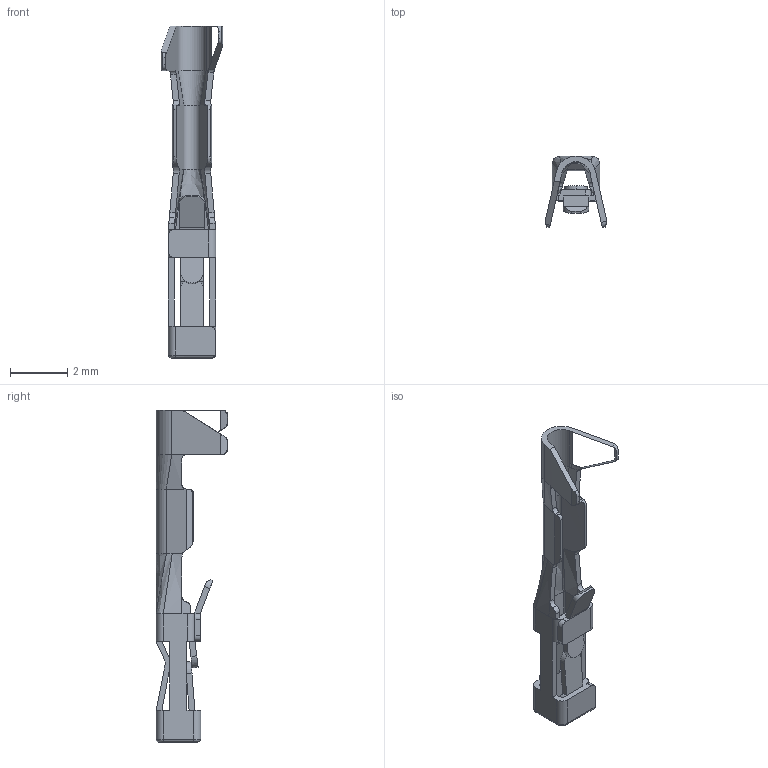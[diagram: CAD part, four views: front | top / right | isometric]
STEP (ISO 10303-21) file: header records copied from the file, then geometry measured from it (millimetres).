
FILE_DESCRIPTION( ('This file contains a STEP AP42 implementation' ,'as created by ZW3D STEP Interface translator.') ,'2;1' );
FILE_NAME( '3210-TPXX02.stp' ,'231130.152710', (''), ('ZWCAD Software Co.'), 'Version 1.0', 'ZW3D to STEP translator', '' );
FILE_SCHEMA(('AUTOMOTIVE_DESIGN { 1 0 10303 214 1 1 1 1 }'));
Length unit declared in the file: millimetre
Products named in the file (1): 0
Bounding box: 2.14 x 2.5 x 11.55 mm (x, y, z)
Volume: 8.4 mm3; surface area: 93.3 mm2
Topology: 1 solids, 1 shells, 169 faces, 478 edges, 303 vertices
Faces by surface type: plane 87, cylinder 60, bspline 19, torus 3
Entity records: 6072 total; most frequent: CARTESIAN_POINT 1575, ORIENTED_EDGE 964, DIRECTION 821, EDGE_CURVE 480, VECTOR 325, LINE 325, VERTEX_POINT 305, AXIS2_PLACEMENT_3D 248
